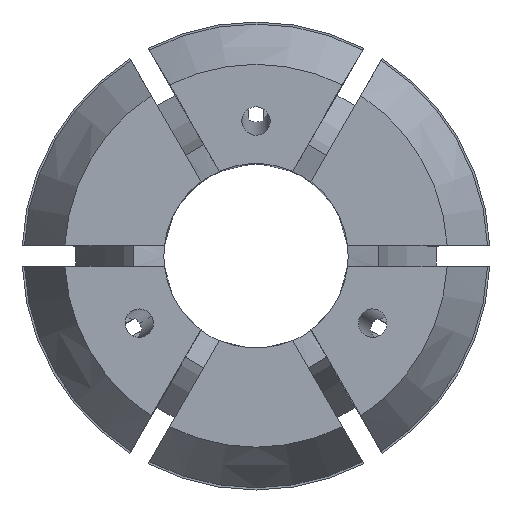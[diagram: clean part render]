
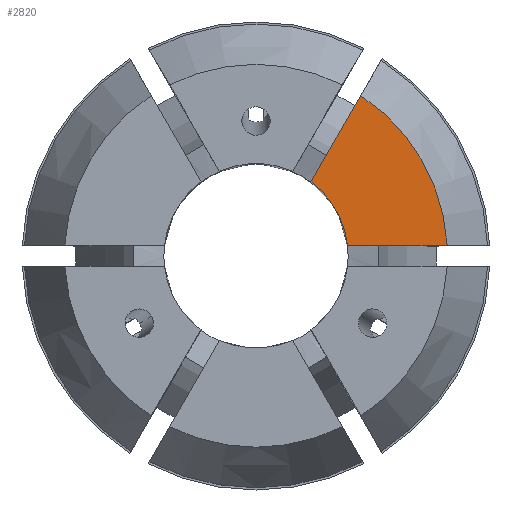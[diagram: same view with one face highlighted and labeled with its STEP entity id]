
A CAD part, top view. The second image highlights one B-rep face of the part: STEP entity #2820.
In plain terms, the highlighted planar face has unit normal (0, 0, 1).
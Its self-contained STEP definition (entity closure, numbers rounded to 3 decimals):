
#78 = CARTESIAN_POINT ( 'NONE',  ( 0., 0.75, 40. ) ) ;
#86 = LINE ( 'NONE', #78, #1739 ) ;
#138 = EDGE_CURVE ( 'NONE', #2725, #3674, #1013, .T. ) ;
#366 = AXIS2_PLACEMENT_3D ( 'NONE', #2160, #2446, #614 ) ;
#462 = CARTESIAN_POINT ( 'NONE',  ( 7.389, 11.298, 40. ) ) ;
#465 = FACE_OUTER_BOUND ( 'NONE', #785, .T. ) ;
#536 = CARTESIAN_POINT ( 'NONE',  ( 6.457, 0.75, 40. ) ) ;
#589 = ORIENTED_EDGE ( 'NONE', *, *, #884, .F. ) ;
#614 = DIRECTION ( 'NONE',  ( -1., 0., 0. ) ) ;
#718 = CARTESIAN_POINT ( 'NONE',  ( 0., 13.499, 40. ) ) ;
#785 = EDGE_LOOP ( 'NONE', ( #589, #1908, #1676, #3790 ) ) ;
#884 = EDGE_CURVE ( 'NONE', #1124, #2122, #2125, .T. ) ;
#1013 = CIRCLE ( 'NONE', #3066, 6.5 ) ;
#1023 = EDGE_CURVE ( 'NONE', #2122, #2725, #86, .T. ) ;
#1097 = VECTOR ( 'NONE', #2806, 1000. ) ;
#1124 = VERTEX_POINT ( 'NONE', #462 ) ;
#1323 = PLANE ( 'NONE',  #1972 ) ;
#1676 = ORIENTED_EDGE ( 'NONE', *, *, #138, .F. ) ;
#1739 = VECTOR ( 'NONE', #1953, 1000. ) ;
#1908 = ORIENTED_EDGE ( 'NONE', *, *, #2392, .T. ) ;
#1953 = DIRECTION ( 'NONE',  ( -1., 0., 0. ) ) ;
#1972 = AXIS2_PLACEMENT_3D ( 'NONE', #718, #2887, #2204 ) ;
#2102 = DIRECTION ( 'NONE',  ( 0., 0., 1. ) ) ;
#2122 = VERTEX_POINT ( 'NONE', #2879 ) ;
#2125 = CIRCLE ( 'NONE', #366, 13.499 ) ;
#2160 = CARTESIAN_POINT ( 'NONE',  ( 0., 0., 40. ) ) ;
#2204 = DIRECTION ( 'NONE',  ( 1., 0., 0. ) ) ;
#2392 = EDGE_CURVE ( 'NONE', #1124, #3674, #2452, .T. ) ;
#2428 = CARTESIAN_POINT ( 'NONE',  ( 3.878, 5.217, 40. ) ) ;
#2446 = DIRECTION ( 'NONE',  ( 0., 0., -1. ) ) ;
#2452 = LINE ( 'NONE', #2497, #1097 ) ;
#2497 = CARTESIAN_POINT ( 'NONE',  ( 6.495, 9.75, 40. ) ) ;
#2725 = VERTEX_POINT ( 'NONE', #536 ) ;
#2740 = CARTESIAN_POINT ( 'NONE',  ( 0., 0., 40. ) ) ;
#2806 = DIRECTION ( 'NONE',  ( -0.5, -0.866, 0. ) ) ;
#2820 = ADVANCED_FACE ( 'NONE', ( #465 ), #1323, .T. ) ;
#2879 = CARTESIAN_POINT ( 'NONE',  ( 13.479, 0.75, 40. ) ) ;
#2887 = DIRECTION ( 'NONE',  ( 0., 0., 1. ) ) ;
#3066 = AXIS2_PLACEMENT_3D ( 'NONE', #2740, #2102, #3700 ) ;
#3674 = VERTEX_POINT ( 'NONE', #2428 ) ;
#3700 = DIRECTION ( 'NONE',  ( 1., 0., 0. ) ) ;
#3790 = ORIENTED_EDGE ( 'NONE', *, *, #1023, .F. ) ;
